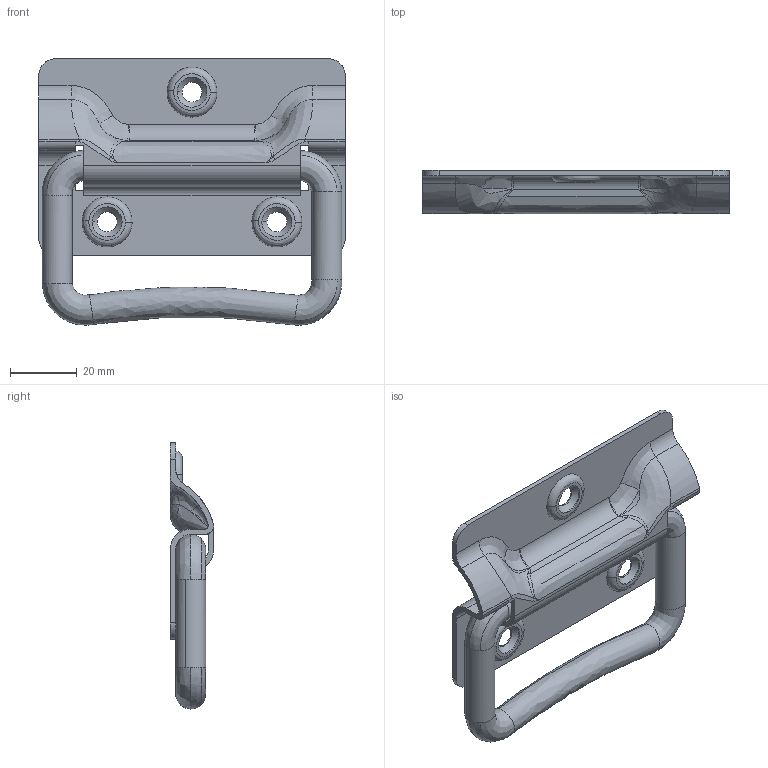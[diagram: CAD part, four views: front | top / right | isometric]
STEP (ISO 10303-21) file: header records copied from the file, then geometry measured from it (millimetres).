
FILE_DESCRIPTION((''),'2;1');
FILE_NAME('','2005-10-07T11:22:03',(''),(''),'','CADfix','');
FILE_SCHEMA(('AUTOMOTIVE_DESIGN'));
Length unit declared in the file: millimetre
Products named in the file (3): grip; base; THA_11_2_22489_36
Assembly tree (2 placements, depth 2):
  THA_11_2_22489_36
    grip
    base
Bounding box: 92 x 13 x 80.01 mm (x, y, z)
Volume: 24111.1 mm3; surface area: 19867.5 mm2
Topology: 2 solids, 2 shells, 157 faces, 478 edges, 320 vertices
Faces by surface type: bspline 157
Entity records: 9804 total; most frequent: CARTESIAN_POINT 7178, ORIENTED_EDGE 946, EDGE_CURVE 473, VERTEX_POINT 320, EDGE_LOOP 167, FACE_OUTER_BOUND 157, ADVANCED_FACE 157, QUASI_UNIFORM_CURVE 151
